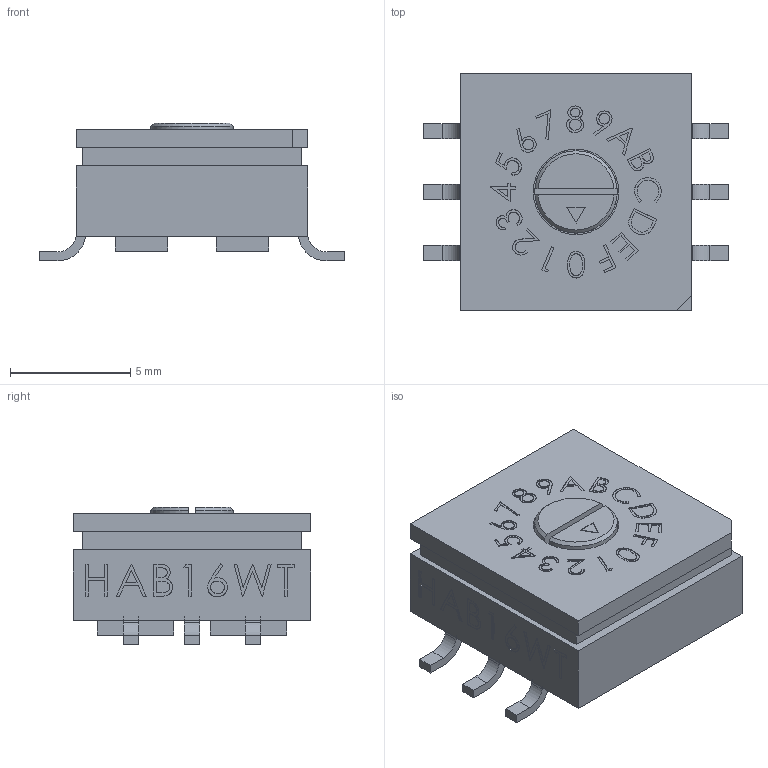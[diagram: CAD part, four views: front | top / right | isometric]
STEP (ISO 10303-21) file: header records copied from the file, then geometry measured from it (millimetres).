
FILE_DESCRIPTION (( 'STEP AP214' ), '1' );
FILE_NAME ('E04502B5-60CE-4ACD-A376-BA7BC80C4719.STEP', '2023-08-29T23:52:45', ( '' ), ( '' ), 'SwSTEP 2.0', 'SolidWorks 2022', '' );
FILE_SCHEMA (( 'AUTOMOTIVE_DESIGN' ));
Length unit declared in the file: inch
Products named in the file (1): E04502B5-60CE-4ACD-A376-BA7BC80C4719
Bounding box: 12.7 x 9.91 x 5.74 mm (x, y, z)
Volume: 440.3 mm3; surface area: 495 mm2
Topology: 8 solids, 8 shells, 424 faces, 1090 edges, 726 vertices
Faces by surface type: plane 291, bspline 115, cylinder 16, cone 2
Entity records: 24854 total; most frequent: CARTESIAN_POINT 9647, ORIENTED_EDGE 2178, DIRECTION 1513, EDGE_CURVE 1089, VECTOR 817, LINE 817, VERTEX_POINT 726, EDGE_LOOP 469
